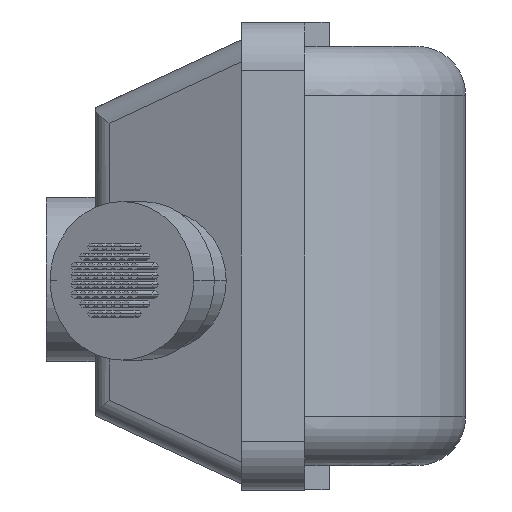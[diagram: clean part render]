
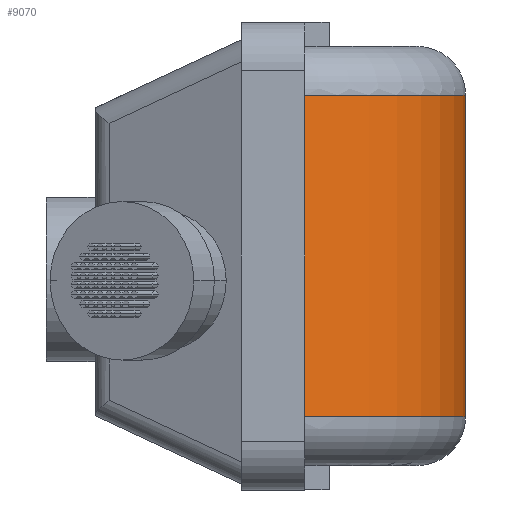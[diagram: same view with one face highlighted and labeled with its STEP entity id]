
A CAD part, left-side view. The second image highlights one B-rep face of the part: STEP entity #9070.
In plain terms, the highlighted cylindrical face has radius 43 mm (diameter 86 mm), a partial arc.
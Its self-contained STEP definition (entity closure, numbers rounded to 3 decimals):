
#153 = VERTEX_POINT ( 'NONE', #5510 ) ;
#631 = VERTEX_POINT ( 'NONE', #734 ) ;
#734 = CARTESIAN_POINT ( 'NONE',  ( -71.664, 0., 34.196 ) ) ;
#923 = CYLINDRICAL_SURFACE ( 'NONE', #5694, 43. ) ;
#1158 = LINE ( 'NONE', #6018, #7010 ) ;
#1596 = LINE ( 'NONE', #3525, #8857 ) ;
#1713 = VERTEX_POINT ( 'NONE', #5085 ) ;
#2067 = CARTESIAN_POINT ( 'NONE',  ( -71.664, 43., -31.804 ) ) ;
#2168 = AXIS2_PLACEMENT_3D ( 'NONE', #2067, #7005, #2765 ) ;
#2551 = EDGE_CURVE ( 'NONE', #631, #1713, #1596, .T. ) ;
#2765 = DIRECTION ( 'NONE',  ( 1., 0., 0. ) ) ;
#3105 = AXIS2_PLACEMENT_3D ( 'NONE', #8087, #3892, #8800 ) ;
#3314 = EDGE_CURVE ( 'NONE', #631, #153, #7416, .T. ) ;
#3525 = CARTESIAN_POINT ( 'NONE',  ( -71.664, 0., 0. ) ) ;
#3630 = EDGE_LOOP ( 'NONE', ( #3961, #5069, #4158, #4979 ) ) ;
#3892 = DIRECTION ( 'NONE',  ( 0., 0., -1. ) ) ;
#3961 = ORIENTED_EDGE ( 'NONE', *, *, #8077, .F. ) ;
#4158 = ORIENTED_EDGE ( 'NONE', *, *, #2551, .F. ) ;
#4979 = ORIENTED_EDGE ( 'NONE', *, *, #3314, .T. ) ;
#5069 = ORIENTED_EDGE ( 'NONE', *, *, #7019, .T. ) ;
#5085 = CARTESIAN_POINT ( 'NONE',  ( -71.664, 0., -31.804 ) ) ;
#5510 = CARTESIAN_POINT ( 'NONE',  ( -113.485, 33., 34.196 ) ) ;
#5694 = AXIS2_PLACEMENT_3D ( 'NONE', #6711, #8804, #8825 ) ;
#6018 = CARTESIAN_POINT ( 'NONE',  ( -113.485, 33., -41.804 ) ) ;
#6451 = CARTESIAN_POINT ( 'NONE',  ( -113.485, 33., -31.804 ) ) ;
#6711 = CARTESIAN_POINT ( 'NONE',  ( -71.664, 43., -41.804 ) ) ;
#6738 = DIRECTION ( 'NONE',  ( 0., 0., 1. ) ) ;
#7005 = DIRECTION ( 'NONE',  ( 0., 0., 1. ) ) ;
#7010 = VECTOR ( 'NONE', #6738, 1000. ) ;
#7019 = EDGE_CURVE ( 'NONE', #8871, #1713, #7574, .T. ) ;
#7205 = FACE_OUTER_BOUND ( 'NONE', #3630, .T. ) ;
#7416 = CIRCLE ( 'NONE', #3105, 43. ) ;
#7574 = CIRCLE ( 'NONE', #2168, 43. ) ;
#7714 = DIRECTION ( 'NONE',  ( 0., 0., -1. ) ) ;
#8077 = EDGE_CURVE ( 'NONE', #8871, #153, #1158, .T. ) ;
#8087 = CARTESIAN_POINT ( 'NONE',  ( -71.664, 43., 34.196 ) ) ;
#8800 = DIRECTION ( 'NONE',  ( -1., 0., 0. ) ) ;
#8804 = DIRECTION ( 'NONE',  ( 0., 0., 1. ) ) ;
#8825 = DIRECTION ( 'NONE',  ( 1., 0., 0. ) ) ;
#8857 = VECTOR ( 'NONE', #7714, 1000. ) ;
#8871 = VERTEX_POINT ( 'NONE', #6451 ) ;
#9070 = ADVANCED_FACE ( 'NONE', ( #7205 ), #923, .T. ) ;
